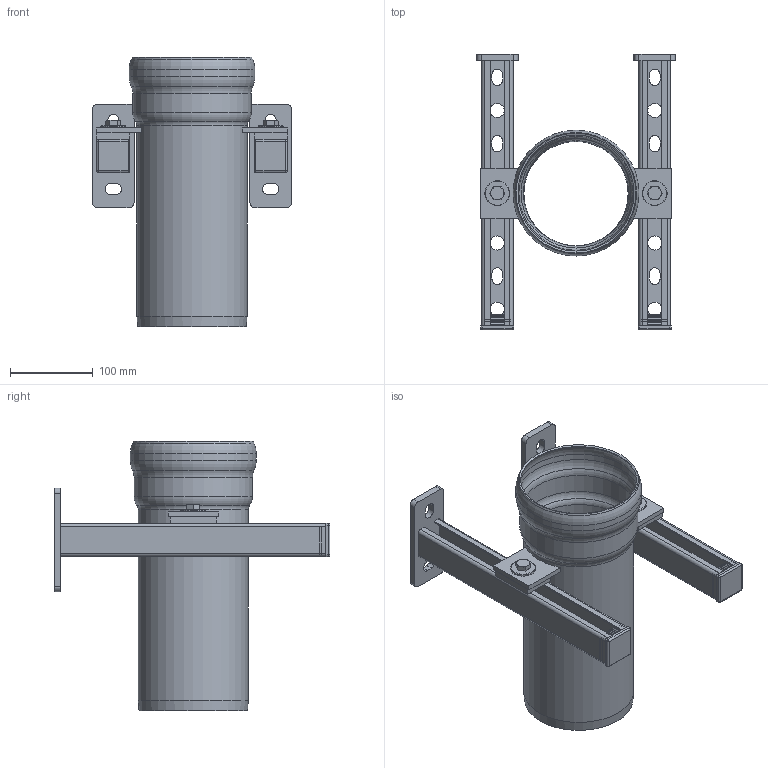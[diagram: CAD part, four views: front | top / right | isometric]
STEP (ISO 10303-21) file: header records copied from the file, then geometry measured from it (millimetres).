
FILE_DESCRIPTION(/* description */ (''),/* implementation_level */ '2;1');
FILE_NAME(/* name */ '82653.125X_3D.stp',/* time_stamp */ '2024-12-12T09:50:52+01:00',/* author */ ('CAD'),/* organization */ (''),/* preprocessor_version */ 'ST-DEVELOPER v20',/* originating_system */ 'AutoCAD Mechanical',/* authorisation */ '');
FILE_SCHEMA (('AUTOMOTIVE_DESIGN { 1 0 10303 214 3 1 1 }'));
Length unit declared in the file: millimetre
Products named in the file (2): Product; *S0
Assembly tree (1 placements, depth 2):
  Product
    *S0
Bounding box: 240 x 333 x 325 mm (x, y, z)
Volume: 690297.1 mm3; surface area: 521139.6 mm2
Topology: 17 solids, 17 shells, 518 faces, 1228 edges, 758 vertices
Faces by surface type: plane 230, cylinder 140, cone 126, torus 12, sphere 8, bspline 2
Full cylindrical faces by diameter (mm): 10 x2, 10.5 x2, 14.63 x2, 17 x8, 30 x2, 128 x1, 133 x1, 138 x1, 143 x1, 147 x1, 152 x1
Entity records: 16318 total; most frequent: CARTESIAN_POINT 3929, DIRECTION 2680, ORIENTED_EDGE 2456, EDGE_CURVE 1228, AXIS2_PLACEMENT_3D 961, LINE 758, VECTOR 758, VERTEX_POINT 758
